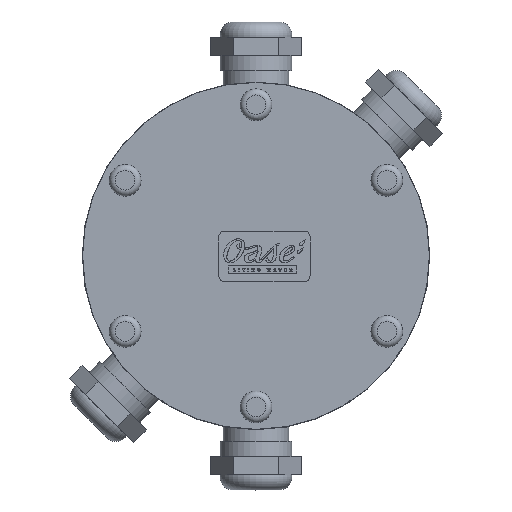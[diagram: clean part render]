
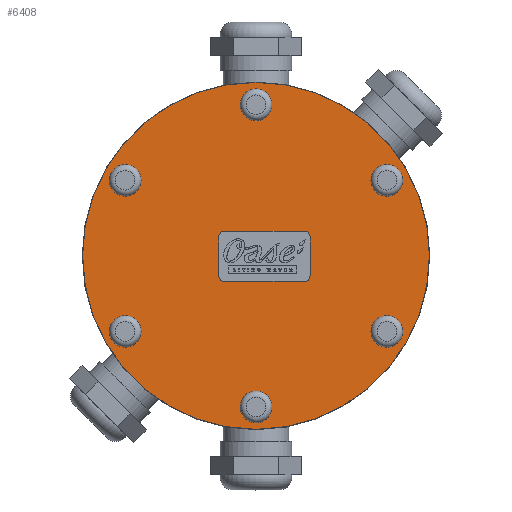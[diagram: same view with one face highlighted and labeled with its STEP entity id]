
A CAD part, top view. The second image highlights one B-rep face of the part: STEP entity #6408.
In plain terms, the highlighted planar face has unit normal (0, 0, 1).
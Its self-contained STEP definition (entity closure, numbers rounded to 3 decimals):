
#142=FACE_BOUND('',#1193,.T.);
#143=FACE_BOUND('',#1194,.T.);
#144=FACE_BOUND('',#1195,.T.);
#145=FACE_BOUND('',#1196,.T.);
#146=FACE_BOUND('',#1197,.T.);
#147=FACE_BOUND('',#1198,.T.);
#148=FACE_BOUND('',#1199,.T.);
#348=PLANE('',#6751);
#469=CIRCLE('',#6644,1.89);
#470=CIRCLE('',#6647,1.89);
#471=CIRCLE('',#6652,1.89);
#472=CIRCLE('',#6655,1.89);
#473=CIRCLE('',#6752,57.399);
#474=CIRCLE('',#6753,5.25);
#475=CIRCLE('',#6754,5.25);
#476=CIRCLE('',#6755,5.25);
#477=CIRCLE('',#6756,5.25);
#478=CIRCLE('',#6757,5.25);
#479=CIRCLE('',#6758,5.25);
#778=FACE_OUTER_BOUND('',#1192,.T.);
#1192=EDGE_LOOP('',(#5309));
#1193=EDGE_LOOP('',(#5310));
#1194=EDGE_LOOP('',(#5311));
#1195=EDGE_LOOP('',(#5312));
#1196=EDGE_LOOP('',(#5313));
#1197=EDGE_LOOP('',(#5314));
#1198=EDGE_LOOP('',(#5315));
#1199=EDGE_LOOP('',(#5316,#5317,#5318,#5319,#5320,#5321,#5322,#5323));
#1692=LINE('',#9680,#2261);
#1696=LINE('',#9689,#2265);
#1717=LINE('',#10051,#2286);
#1720=LINE('',#10059,#2289);
#2261=VECTOR('',#7226,12.852);
#2265=VECTOR('',#7236,26.46);
#2286=VECTOR('',#7267,12.852);
#2289=VECTOR('',#7276,26.46);
#2887=VERTEX_POINT('',#9677);
#2888=VERTEX_POINT('',#9679);
#2889=VERTEX_POINT('',#9683);
#2890=VERTEX_POINT('',#9687);
#2891=VERTEX_POINT('',#9691);
#2908=VERTEX_POINT('',#10049);
#2909=VERTEX_POINT('',#10053);
#2910=VERTEX_POINT('',#10057);
#3133=VERTEX_POINT('',#11318);
#3134=VERTEX_POINT('',#11320);
#3135=VERTEX_POINT('',#11322);
#3136=VERTEX_POINT('',#11324);
#3137=VERTEX_POINT('',#11326);
#3138=VERTEX_POINT('',#11328);
#3139=VERTEX_POINT('',#11330);
#3539=EDGE_CURVE('',#2888,#2887,#1692,.T.);
#3542=EDGE_CURVE('',#2887,#2889,#469,.T.);
#3544=EDGE_CURVE('',#2889,#2890,#1696,.T.);
#3546=EDGE_CURVE('',#2890,#2891,#470,.T.);
#3585=EDGE_CURVE('',#2891,#2908,#1717,.T.);
#3587=EDGE_CURVE('',#2908,#2909,#471,.T.);
#3589=EDGE_CURVE('',#2909,#2910,#1720,.T.);
#3590=EDGE_CURVE('',#2910,#2888,#472,.T.);
#3924=EDGE_CURVE('',#3133,#3133,#473,.T.);
#3925=EDGE_CURVE('',#3134,#3134,#474,.T.);
#3926=EDGE_CURVE('',#3135,#3135,#475,.T.);
#3927=EDGE_CURVE('',#3136,#3136,#476,.T.);
#3928=EDGE_CURVE('',#3137,#3137,#477,.T.);
#3929=EDGE_CURVE('',#3138,#3138,#478,.T.);
#3930=EDGE_CURVE('',#3139,#3139,#479,.T.);
#5309=ORIENTED_EDGE('',*,*,#3924,.T.);
#5310=ORIENTED_EDGE('',*,*,#3925,.T.);
#5311=ORIENTED_EDGE('',*,*,#3926,.T.);
#5312=ORIENTED_EDGE('',*,*,#3927,.T.);
#5313=ORIENTED_EDGE('',*,*,#3928,.T.);
#5314=ORIENTED_EDGE('',*,*,#3929,.T.);
#5315=ORIENTED_EDGE('',*,*,#3930,.T.);
#5316=ORIENTED_EDGE('',*,*,#3539,.T.);
#5317=ORIENTED_EDGE('',*,*,#3542,.T.);
#5318=ORIENTED_EDGE('',*,*,#3544,.T.);
#5319=ORIENTED_EDGE('',*,*,#3546,.T.);
#5320=ORIENTED_EDGE('',*,*,#3585,.T.);
#5321=ORIENTED_EDGE('',*,*,#3587,.T.);
#5322=ORIENTED_EDGE('',*,*,#3589,.T.);
#5323=ORIENTED_EDGE('',*,*,#3590,.T.);
#6408=ADVANCED_FACE('',(#778,#142,#143,#144,#145,#146,#147,#148),#348,.T.);
#6644=AXIS2_PLACEMENT_3D('',#9685,#7231,#7232);
#6647=AXIS2_PLACEMENT_3D('',#9693,#7240,#7241);
#6652=AXIS2_PLACEMENT_3D('',#10055,#7271,#7272);
#6655=AXIS2_PLACEMENT_3D('',#10061,#7279,#7280);
#6751=AXIS2_PLACEMENT_3D('',#11317,#7742,#7743);
#6752=AXIS2_PLACEMENT_3D('',#11319,#7744,#7745);
#6753=AXIS2_PLACEMENT_3D('',#11321,#7746,#7747);
#6754=AXIS2_PLACEMENT_3D('',#11323,#7748,#7749);
#6755=AXIS2_PLACEMENT_3D('',#11325,#7750,#7751);
#6756=AXIS2_PLACEMENT_3D('',#11327,#7752,#7753);
#6757=AXIS2_PLACEMENT_3D('',#11329,#7754,#7755);
#6758=AXIS2_PLACEMENT_3D('',#11331,#7756,#7757);
#7226=DIRECTION('',(0.,-1.,0.));
#7231=DIRECTION('center_axis',(0.,0.,-1.));
#7232=DIRECTION('ref_axis',(0.,1.,0.));
#7236=DIRECTION('',(-1.,0.,0.));
#7240=DIRECTION('center_axis',(0.,0.,-1.));
#7241=DIRECTION('ref_axis',(1.,0.,0.));
#7267=DIRECTION('',(0.,1.,0.));
#7271=DIRECTION('center_axis',(0.,0.,-1.));
#7272=DIRECTION('ref_axis',(0.,-1.,0.));
#7276=DIRECTION('',(1.,0.,0.));
#7279=DIRECTION('center_axis',(0.,0.,-1.));
#7280=DIRECTION('ref_axis',(-1.,0.,0.));
#7742=DIRECTION('center_axis',(0.,0.,1.));
#7743=DIRECTION('ref_axis',(1.,0.,0.));
#7744=DIRECTION('center_axis',(0.,0.,1.));
#7745=DIRECTION('ref_axis',(-1.,0.,0.));
#7746=DIRECTION('center_axis',(0.,0.,-1.));
#7747=DIRECTION('ref_axis',(-1.,0.,0.));
#7748=DIRECTION('center_axis',(0.,0.,-1.));
#7749=DIRECTION('ref_axis',(-1.,0.,0.));
#7750=DIRECTION('center_axis',(0.,0.,-1.));
#7751=DIRECTION('ref_axis',(-1.,0.,0.));
#7752=DIRECTION('center_axis',(0.,0.,-1.));
#7753=DIRECTION('ref_axis',(-1.,0.,0.));
#7754=DIRECTION('center_axis',(0.,0.,-1.));
#7755=DIRECTION('ref_axis',(-1.,0.,0.));
#7756=DIRECTION('center_axis',(0.,0.,-1.));
#7757=DIRECTION('ref_axis',(-1.,0.,0.));
#9677=CARTESIAN_POINT('',(17.898,-6.584,49.));
#9679=CARTESIAN_POINT('',(17.898,6.268,49.));
#9680=CARTESIAN_POINT('',(17.898,3.134,49.));
#9683=CARTESIAN_POINT('',(16.008,-8.474,49.));
#9685=CARTESIAN_POINT('Origin',(16.008,-6.584,49.));
#9687=CARTESIAN_POINT('',(-10.452,-8.474,49.));
#9689=CARTESIAN_POINT('',(8.004,-8.474,49.));
#9691=CARTESIAN_POINT('',(-12.342,-6.584,49.));
#9693=CARTESIAN_POINT('Origin',(-10.452,-6.584,49.));
#10049=CARTESIAN_POINT('',(-12.342,6.268,49.));
#10051=CARTESIAN_POINT('',(-12.342,-3.292,49.));
#10053=CARTESIAN_POINT('',(-10.452,8.158,49.));
#10055=CARTESIAN_POINT('Origin',(-10.452,6.268,49.));
#10057=CARTESIAN_POINT('',(16.008,8.158,49.));
#10059=CARTESIAN_POINT('',(-5.226,8.158,49.));
#10061=CARTESIAN_POINT('Origin',(16.008,6.268,49.));
#11317=CARTESIAN_POINT('Origin',(0.,0.,
49.));
#11318=CARTESIAN_POINT('',(57.399,0.,49.));
#11319=CARTESIAN_POINT('Origin',(0.,0.,49.));
#11320=CARTESIAN_POINT('',(-38.051,-25.,49.));
#11321=CARTESIAN_POINT('Origin',(-43.301,-25.,49.));
#11322=CARTESIAN_POINT('',(48.551,-25.,49.));
#11323=CARTESIAN_POINT('Origin',(43.301,-25.,49.));
#11324=CARTESIAN_POINT('',(5.25,50.,49.));
#11325=CARTESIAN_POINT('Origin',(0.,50.,49.));
#11326=CARTESIAN_POINT('',(-38.051,25.,49.));
#11327=CARTESIAN_POINT('Origin',(-43.301,25.,49.));
#11328=CARTESIAN_POINT('',(48.551,25.,49.));
#11329=CARTESIAN_POINT('Origin',(43.301,25.,49.));
#11330=CARTESIAN_POINT('',(5.25,-50.,49.));
#11331=CARTESIAN_POINT('Origin',(0.,-50.,49.));
